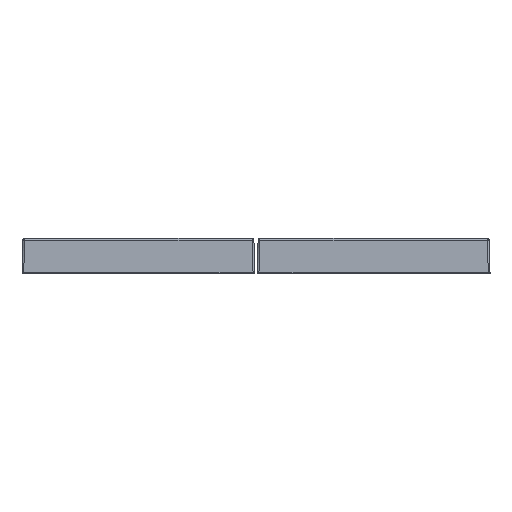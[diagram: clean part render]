
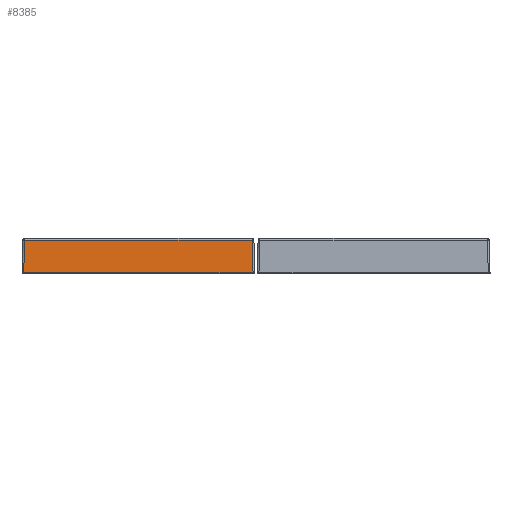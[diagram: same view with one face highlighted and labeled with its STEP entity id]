
A CAD part, top view. The second image highlights one B-rep face of the part: STEP entity #8385.
In plain terms, the highlighted planar face has unit normal (0, 0.026, 1).
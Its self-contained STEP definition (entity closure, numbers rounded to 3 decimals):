
#306=CARTESIAN_POINT('',(-13.063,0.,6.823));
#317=DIRECTION('',(1.,0.,0.));
#318=VECTOR('',#317,26.126);
#319=CARTESIAN_POINT('',(-13.063,0.,6.823));
#320=LINE('4017',#319,#318);
#330=CARTESIAN_POINT('',(13.063,0.,6.823));
#3630=DIRECTION('',(1.,0.,0.));
#3631=VECTOR('',#3630,25.932);
#3632=CARTESIAN_POINT('',(-12.966,3.705,6.726));
#3633=LINE('4078',#3632,#3631);
#3637=DIRECTION('',(0.026,-0.999,0.026));
#3638=VECTOR('',#3637,3.708);
#3639=CARTESIAN_POINT('',(12.966,3.705,6.726));
#3640=LINE('4079',#3639,#3638);
#3644=DIRECTION('',(-0.026,-0.999,0.026));
#3645=VECTOR('',#3644,3.708);
#3646=CARTESIAN_POINT('',(-12.966,3.705,6.726));
#3647=LINE('4086',#3646,#3645);
#4714=VERTEX_POINT('',#330);
#4719=VERTEX_POINT('',#306);
#4721=CARTESIAN_POINT('',(12.966,3.705,6.726));
#4723=VERTEX_POINT('',#4721);
#4743=CARTESIAN_POINT('',(-12.966,3.705,6.726));
#4744=VERTEX_POINT('',#4743);
#8374=CARTESIAN_POINT('',(-14.32,2.4,6.76));
#8375=DIRECTION('',(0.,0.026,1.));
#8376=DIRECTION('',(-1.,0.,0.));
#8377=AXIS2_PLACEMENT_3D('',#8374,#8375,#8376);
#8378=PLANE('3783',#8377);
#8379=ORIENTED_EDGE('4078',*,*,#7186,.T.);
#8380=ORIENTED_EDGE('4079',*,*,#7160,.T.);
#8381=ORIENTED_EDGE('4017',*,*,#5195,.F.);
#8382=ORIENTED_EDGE('4086',*,*,#8367,.F.);
#8383=EDGE_LOOP('3783',(#8379,#8380,#8381,#8382));
#8384=FACE_OUTER_BOUND('3783',#8383,.F.);
#8385=ADVANCED_FACE('3783',(#8384),#8378,.T.);
#5195=EDGE_CURVE('4017',#4719,#4714,#320,.T.);
#7160=EDGE_CURVE('4079',#4723,#4714,#3640,.T.);
#7186=EDGE_CURVE('4078',#4744,#4723,#3633,.T.);
#8367=EDGE_CURVE('4086',#4744,#4719,#3647,.T.);
